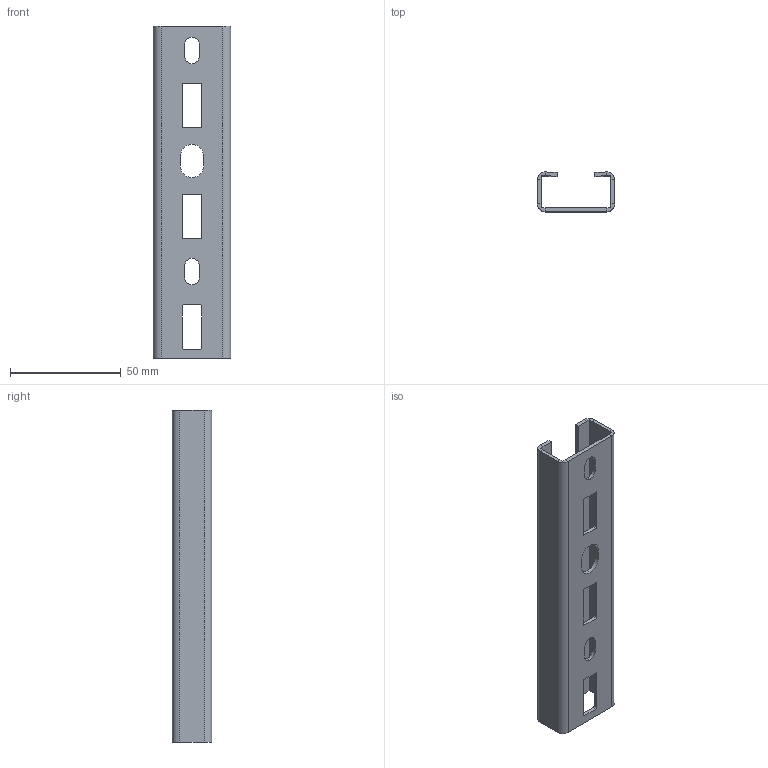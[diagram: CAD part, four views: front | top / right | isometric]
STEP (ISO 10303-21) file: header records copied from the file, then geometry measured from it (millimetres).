
FILE_DESCRIPTION (( 'STEP AP214' ), '1' );
FILE_NAME ('1104349.STEP', '2026-01-30T09:25:45', ( '' ), ( '' ), 'SwSTEP 2.0', 'SolidWorks 2024', '' );
FILE_SCHEMA (( 'AUTOMOTIVE_DESIGN' ));
Length unit declared in the file: millimetre
Products named in the file (1): 1104349
Bounding box: 35 x 17.87 x 150 mm (x, y, z)
Volume: 18463.6 mm3; surface area: 23310.5 mm2
Topology: 1 solids, 1 shells, 73 faces, 197 edges, 126 vertices
Faces by surface type: plane 48, cylinder 25
Entity records: 2320 total; most frequent: CARTESIAN_POINT 397, DIRECTION 395, ORIENTED_EDGE 394, EDGE_CURVE 197, LINE 147, VECTOR 147, VERTEX_POINT 126, AXIS2_PLACEMENT_3D 124
